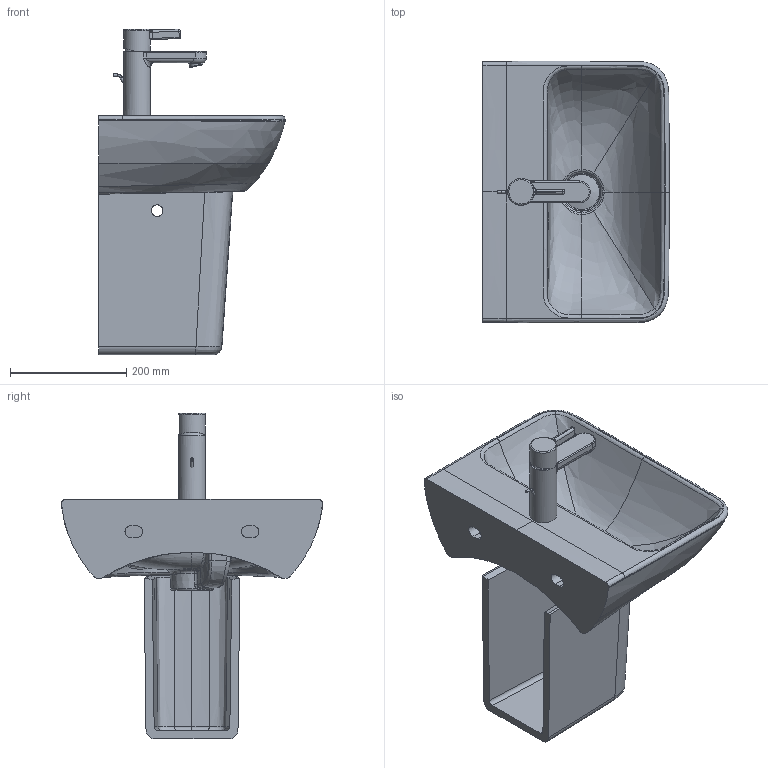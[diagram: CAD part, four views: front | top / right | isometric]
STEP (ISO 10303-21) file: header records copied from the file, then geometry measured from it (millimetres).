
FILE_DESCRIPTION((''),'2;1');
FILE_NAME('071945.stp','2015-06-08T21:20:53',('Administrator'),(''),'Autodesk Inventor 2011','Autodesk Inventor 2011','');
FILE_SCHEMA(('CONFIG_CONTROL_DESIGN'));
Length unit declared in the file: millimetre
Products named in the file (11): 071945; 085841; Armatur Durastyle Waschtisch; Fassung Sieb; Griff; Gehäuse; Hebel_Ventil; Gleitring; Kelch; Stopfen
Assembly tree (10 placements, depth 3):
  071945
    071945
    085841
    Armatur Durastyle Waschtisch
      Fassung Sieb
      Griff
      Gehäuse
      Hebel_Ventil
      Gleitring
    Kelch
    Stopfen
Bounding box: 320.13 x 450 x 559.44 mm (x, y, z)
Volume: 9109184.8 mm3; surface area: 984177.4 mm2
Topology: 8 solids, 10 shells, 339 faces, 827 edges, 502 vertices
Faces by surface type: bspline 158, plane 81, cylinder 71, torus 16, sphere 8, cone 5
Full cylindrical faces by diameter (mm): 4 x2, 20 x2, 20.15 x1, 21.15 x1, 23.15 x1, 25 x1, 35 x1, 42 x1, 44 x1, 46 x3, 60 x1
Entity records: 110754 total; most frequent: CARTESIAN_POINT 103243, ORIENTED_EDGE 1562, DIRECTION 1146, EDGE_CURVE 783, VERTEX_POINT 489, AXIS2_PLACEMENT_3D 461, EDGE_LOOP 402, FACE_OUTER_BOUND 338
